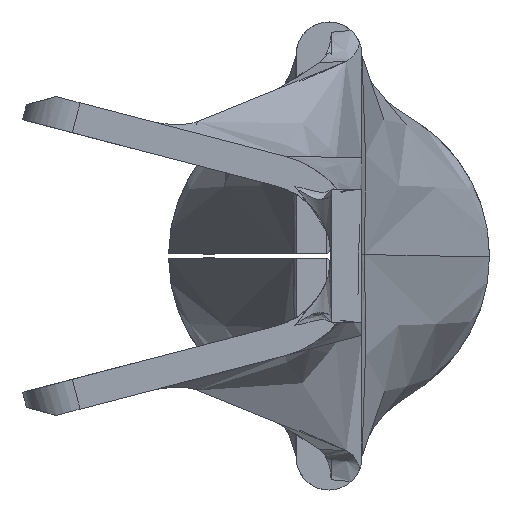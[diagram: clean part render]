
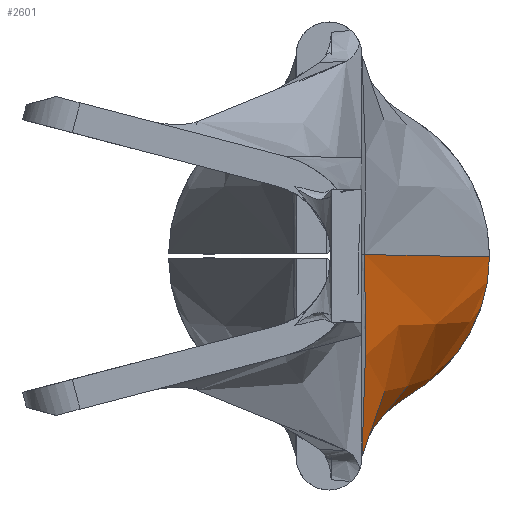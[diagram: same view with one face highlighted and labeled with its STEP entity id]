
A CAD part, left-side view. The second image highlights one B-rep face of the part: STEP entity #2601.
In plain terms, the highlighted free-form (B-spline) face has degree [3, 3] with [4, 11] control points.
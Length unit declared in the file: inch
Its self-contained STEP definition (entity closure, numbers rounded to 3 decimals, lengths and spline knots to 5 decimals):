
#22 = CARTESIAN_POINT ( 'NONE',  ( -1.474, -0.15559, -0.07132 ) ) ;
#46 = CARTESIAN_POINT ( 'NONE',  ( -1.73978, -0.03223, -0.19477 ) ) ;
#236 = CARTESIAN_POINT ( 'NONE',  ( -1.73755, -0.03549, -0.08072 ) ) ;
#516 = CARTESIAN_POINT ( 'NONE',  ( -1.73804, -0.03474, 0.00137 ) ) ;
#523 = DIRECTION ( 'NONE',  ( -1., 0., 0. ) ) ;
#579 = CARTESIAN_POINT ( 'NONE',  ( -1.474, -0.156, -0.00091 ) ) ;
#580 = AXIS2_PLACEMENT_3D ( 'NONE', #4081, #523, #4671 ) ;
#603 = CARTESIAN_POINT ( 'NONE',  ( -1.74366, -0.03336, -0.13118 ) ) ;
#629 = CARTESIAN_POINT ( 'NONE',  ( -1.69853, -0.03444, -0.18765 ) ) ;
#672 = VERTEX_POINT ( 'NONE', #5003 ) ;
#736 =( BOUNDED_SURFACE ( )  B_SPLINE_SURFACE ( 3, 3, ( 
 ( #3521, #4700, #5872, #2343, #6464, #2940, #7054, #3547, #7631, #4140, #579 ),
 ( #4722, #1166, #5304, #1760, #5896, #2373, #6489, #2966, #7073, #3571, #22 ),
 ( #4159, #603, #4745, #1189, #5328, #1783, #5923, #2399, #6511, #2991, #7098 ),
 ( #3596, #46, #4183, #629, #4768, #1217, #5352, #1809, #5948, #2425, #6537 ) ),
 .UNSPECIFIED., .F., .F., .T. ) 
 B_SPLINE_SURFACE_WITH_KNOTS ( ( 4, 4 ),
 ( 4, 1, 1, 1, 1, 1, 1, 1, 4 ),
 ( 0.5, 0.66667 ),
 ( 0., 0.04688, 0.125, 0.33333, 0.5, 0.66667, 0.875, 0.95313, 1. ),
 .UNSPECIFIED. ) 
 GEOMETRIC_REPRESENTATION_ITEM ( )  RATIONAL_B_SPLINE_SURFACE ( (
 ( 1., 1., 1., 1., 1., 1., 1., 1., 1., 1., 1.),
 ( 1., 1., 0.999, 0.987, 0.957, 0.936, 0.915, 0.884, 0.873, 0.872, 0.872),
 ( 1., 1., 0.999, 0.987, 0.957, 0.936, 0.915, 0.884, 0.873, 0.872, 0.872),
 ( 1., 1., 1., 1., 1., 1., 1., 1., 1., 1., 1.) ) ) 
 REPRESENTATION_ITEM ( '' )  SURFACE ( )  );
#782 = CIRCLE ( 'NONE', #580, 0.156 ) ;
#819 = CARTESIAN_POINT ( 'NONE',  ( -1.7381, -0.03472, -0.12993 ) ) ;
#1166 = CARTESIAN_POINT ( 'NONE',  ( -1.73976, -0.03394, -0.06435 ) ) ;
#1189 = CARTESIAN_POINT ( 'NONE',  ( -1.73134, -0.04501, -0.14188 ) ) ;
#1217 = CARTESIAN_POINT ( 'NONE',  ( -1.609, -0.03924, -0.17221 ) ) ;
#1330 = LINE ( 'NONE', #1856, #4487 ) ;
#1405 = VECTOR ( 'NONE', #3462, 39.37008 ) ;
#1408 = CARTESIAN_POINT ( 'NONE',  ( -1.74032, -0.0329, -0.16265 ) ) ;
#1494 = CARTESIAN_POINT ( 'NONE',  ( -1.474, -0.04648, -0.14892 ) ) ;
#1760 = CARTESIAN_POINT ( 'NONE',  ( -1.69807, -0.05303, -0.06561 ) ) ;
#1783 = CARTESIAN_POINT ( 'NONE',  ( -1.64632, -0.06712, -0.13949 ) ) ;
#1809 = CARTESIAN_POINT ( 'NONE',  ( -1.51947, -0.04404, -0.15676 ) ) ;
#1839 = EDGE_CURVE ( 'NONE', #6091, #5860, #6784, .T. ) ;
#1856 = CARTESIAN_POINT ( 'NONE',  ( -1.609, -0.094, 0.00026 ) ) ;
#2006 = CARTESIAN_POINT ( 'NONE',  ( -1.74264, -0.0321, -0.18718 ) ) ;
#2232 = EDGE_CURVE ( 'NONE', #2492, #672, #782, .T. ) ;
#2343 = CARTESIAN_POINT ( 'NONE',  ( -1.69853, -0.05288, 0.00103 ) ) ;
#2373 = CARTESIAN_POINT ( 'NONE',  ( -1.60855, -0.09401, -0.0683 ) ) ;
#2399 = CARTESIAN_POINT ( 'NONE',  ( -1.54664, -0.09256, -0.13552 ) ) ;
#2425 = CARTESIAN_POINT ( 'NONE',  ( -1.47822, -0.04625, -0.14964 ) ) ;
#2492 = VERTEX_POINT ( 'NONE', #1494 ) ;
#2601 = ADVANCED_FACE ( 'NONE', ( #6431 ), #736, .T. ) ;
#2641 = EDGE_CURVE ( 'NONE', #6091, #672, #1330, .T. ) ;
#2817 = ORIENTED_EDGE ( 'NONE', *, *, #2641, .F. ) ;
#2820 = LINE ( 'NONE', #7580, #1405 ) ;
#2940 = CARTESIAN_POINT ( 'NONE',  ( -1.609, -0.094, 0.00026 ) ) ;
#2966 = CARTESIAN_POINT ( 'NONE',  ( -1.51903, -0.13498, -0.07037 ) ) ;
#2991 = CARTESIAN_POINT ( 'NONE',  ( -1.48136, -0.1116, -0.12864 ) ) ;
#3462 = DIRECTION ( 'NONE',  ( 0.984, -0.053, 0.17 ) ) ;
#3521 = CARTESIAN_POINT ( 'NONE',  ( -1.744, -0.032, 0.00142 ) ) ;
#3547 = CARTESIAN_POINT ( 'NONE',  ( -1.51947, -0.13512, -0.00051 ) ) ;
#3571 = CARTESIAN_POINT ( 'NONE',  ( -1.47821, -0.15366, -0.07124 ) ) ;
#3596 = CARTESIAN_POINT ( 'NONE',  ( -1.744, -0.032, -0.1955 ) ) ;
#3784 = CARTESIAN_POINT ( 'NONE',  ( -1.73764, -0.03527, -0.0643 ) ) ;
#4081 = CARTESIAN_POINT ( 'NONE',  ( -1.474, 0., 0. ) ) ;
#4140 = CARTESIAN_POINT ( 'NONE',  ( -1.47822, -0.15406, -0.00087 ) ) ;
#4159 = CARTESIAN_POINT ( 'NONE',  ( -1.744, -0.032, -0.12986 ) ) ;
#4183 = CARTESIAN_POINT ( 'NONE',  ( -1.72853, -0.03283, -0.19283 ) ) ;
#4373 = CARTESIAN_POINT ( 'NONE',  ( -1.73783, -0.03527, -0.11354 ) ) ;
#4487 = VECTOR ( 'NONE', #5991, 39.37008 ) ;
#4571 = ORIENTED_EDGE ( 'NONE', *, *, #1839, .T. ) ;
#4671 = DIRECTION ( 'NONE',  ( 0., 0., -1. ) ) ;
#4700 = CARTESIAN_POINT ( 'NONE',  ( -1.73978, -0.03394, 0.00139 ) ) ;
#4722 = CARTESIAN_POINT ( 'NONE',  ( -1.744, -0.032, -0.06422 ) ) ;
#4745 = CARTESIAN_POINT ( 'NONE',  ( -1.74276, -0.03698, -0.1347 ) ) ;
#4768 = CARTESIAN_POINT ( 'NONE',  ( -1.65775, -0.03663, -0.18062 ) ) ;
#4957 = CARTESIAN_POINT ( 'NONE',  ( -1.73958, -0.03339, -0.15448 ) ) ;
#5003 = CARTESIAN_POINT ( 'NONE',  ( -1.474, -0.156, -0.00091 ) ) ;
#5114 = ORIENTED_EDGE ( 'NONE', *, *, #2232, .T. ) ;
#5304 = CARTESIAN_POINT ( 'NONE',  ( -1.72845, -0.03912, -0.06469 ) ) ;
#5328 = CARTESIAN_POINT ( 'NONE',  ( -1.69243, -0.05305, -0.14236 ) ) ;
#5352 = CARTESIAN_POINT ( 'NONE',  ( -1.56025, -0.04185, -0.1638 ) ) ;
#5528 = CARTESIAN_POINT ( 'NONE',  ( -1.73804, -0.03473, -0.01505 ) ) ;
#5552 = CARTESIAN_POINT ( 'NONE',  ( -1.74188, -0.03226, -0.17899 ) ) ;
#5860 = VERTEX_POINT ( 'NONE', #6484 ) ;
#5872 = CARTESIAN_POINT ( 'NONE',  ( -1.72853, -0.0391, 0.00129 ) ) ;
#5896 = CARTESIAN_POINT ( 'NONE',  ( -1.65695, -0.07186, -0.06688 ) ) ;
#5923 = CARTESIAN_POINT ( 'NONE',  ( -1.59339, -0.07923, -0.13992 ) ) ;
#5948 = CARTESIAN_POINT ( 'NONE',  ( -1.48947, -0.04565, -0.15158 ) ) ;
#5991 = DIRECTION ( 'NONE',  ( 0.909, -0.417, -0.008 ) ) ;
#6091 = VERTEX_POINT ( 'NONE', #516 ) ;
#6119 = CARTESIAN_POINT ( 'NONE',  ( -1.73789, -0.0349, -0.03146 ) ) ;
#6139 = CARTESIAN_POINT ( 'NONE',  ( -1.74321, -0.03204, -0.19536 ) ) ;
#6265 = EDGE_LOOP ( 'NONE', ( #2817, #4571, #6310, #5114 ) ) ;
#6310 = ORIENTED_EDGE ( 'NONE', *, *, #7219, .T. ) ;
#6431 = FACE_OUTER_BOUND ( 'NONE', #6265, .T. ) ;
#6464 = CARTESIAN_POINT ( 'NONE',  ( -1.65775, -0.07161, 0.00068 ) ) ;
#6484 = CARTESIAN_POINT ( 'NONE',  ( -1.74321, -0.03204, -0.19536 ) ) ;
#6489 = CARTESIAN_POINT ( 'NONE',  ( -1.55948, -0.11647, -0.0695 ) ) ;
#6511 = CARTESIAN_POINT ( 'NONE',  ( -1.50093, -0.10601, -0.13051 ) ) ;
#6537 = CARTESIAN_POINT ( 'NONE',  ( -1.474, -0.04648, -0.14892 ) ) ;
#6784 = B_SPLINE_CURVE_WITH_KNOTS ( 'NONE', 3,
 ( #7285, #5528, #6119, #3784, #236, #4373, #819, #4957, #1408, #5552, #2006, #6139 ),
 .UNSPECIFIED., .F., .F.,
 ( 4, 2, 2, 2, 2, 4 ),
 ( 0., 0.00125, 0.0025, 0.00375, 0.00438, 0.005 ),
 .UNSPECIFIED. ) ;
#7054 = CARTESIAN_POINT ( 'NONE',  ( -1.56025, -0.11639, -0.00016 ) ) ;
#7073 = CARTESIAN_POINT ( 'NONE',  ( -1.4894, -0.14854, -0.071 ) ) ;
#7098 = CARTESIAN_POINT ( 'NONE',  ( -1.474, -0.1137, -0.12793 ) ) ;
#7219 = EDGE_CURVE ( 'NONE', #5860, #2492, #2820, .T. ) ;
#7285 = CARTESIAN_POINT ( 'NONE',  ( -1.73804, -0.03474, 0.00137 ) ) ;
#7580 = CARTESIAN_POINT ( 'NONE',  ( -1.609, -0.03924, -0.17221 ) ) ;
#7631 = CARTESIAN_POINT ( 'NONE',  ( -1.48947, -0.14889, -0.00077 ) ) ;
